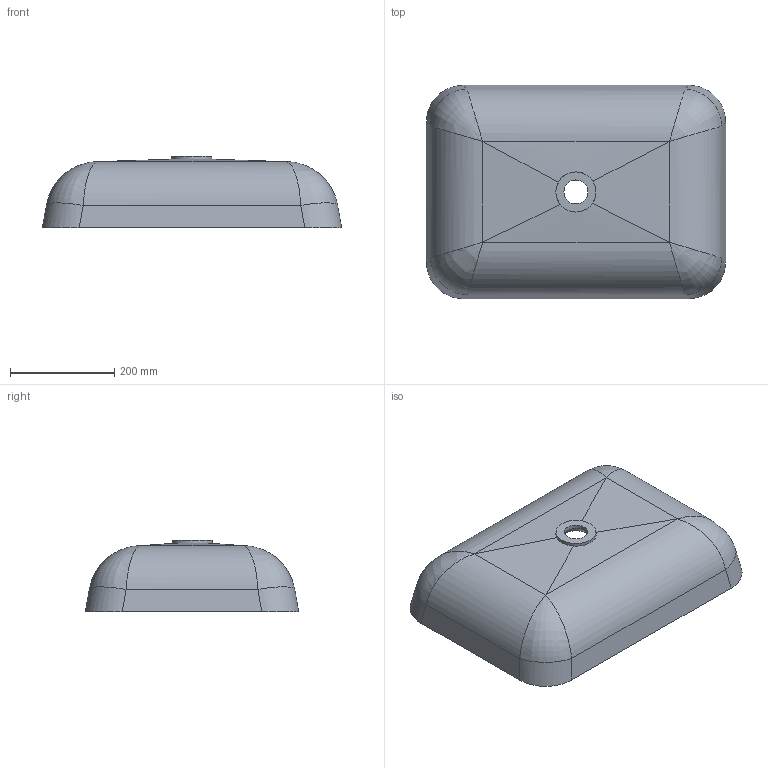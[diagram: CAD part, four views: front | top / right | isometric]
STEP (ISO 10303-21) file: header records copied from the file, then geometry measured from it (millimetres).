
FILE_DESCRIPTION(/* description */ (''),/* implementation_level */ '2;1');
FILE_NAME(/* name */ '550-1',/* time_stamp */ '2021-07-29T09:09:26+08:00',/* author */ (''),/* organization */ (''),/* preprocessor_version */ 'ST-DEVELOPER v9',/* originating_system */ 'UGS - NX 4.0',/* authorisation */ '');
FILE_SCHEMA (('CONFIG_CONTROL_DESIGN'));
Length unit declared in the file: millimetre
Products named in the file (1): Admi91F1zchm
Bounding box: 574.8 x 409.8 x 138 mm (x, y, z)
Volume: 4226171 mm3; surface area: 716996 mm2
Topology: 1 solids, 1 shells, 46 faces, 112 edges, 61 vertices
Faces by surface type: cylinder 18, bspline 16, plane 11, cone 1
Full cylindrical faces by diameter (mm): 46 x1, 77 x1
Entity records: 4552 total; most frequent: CARTESIAN_POINT 3612, ORIENTED_EDGE 200, DIRECTION 126, EDGE_CURVE 100, VERTEX_POINT 60, EDGE_LOOP 52, AXIS2_PLACEMENT_3D 47, ADVANCED_FACE 46
